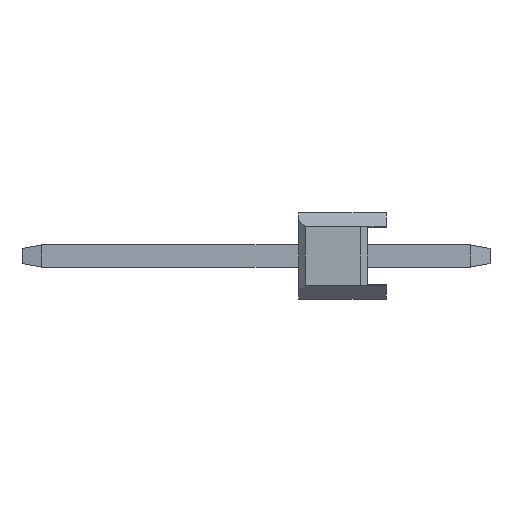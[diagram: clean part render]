
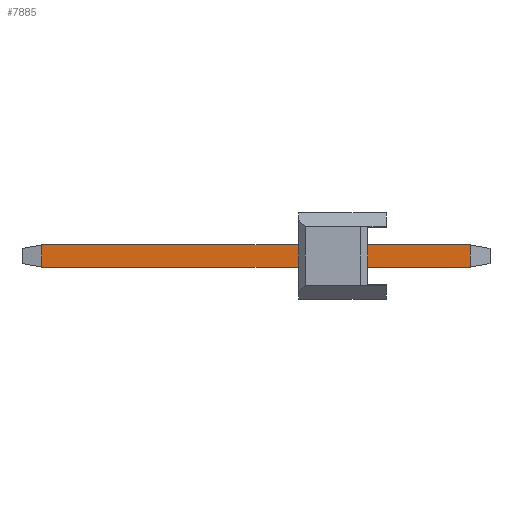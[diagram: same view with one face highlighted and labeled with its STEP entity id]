
A CAD part, left-side view. The second image highlights one B-rep face of the part: STEP entity #7885.
In plain terms, the highlighted planar face has unit normal (-1, 0, 0).
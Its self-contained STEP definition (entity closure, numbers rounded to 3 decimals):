
#155 = DIRECTION ( 'NONE',  ( 1., 0., 0. ) ) ;
#162 = DIRECTION ( 'NONE',  ( 0., 0., -1. ) ) ;
#696 = EDGE_CURVE ( 'NONE', #2402, #3635, #1086, .T. ) ;
#925 = LINE ( 'NONE', #7679, #4076 ) ;
#1086 = LINE ( 'NONE', #1356, #5691 ) ;
#1293 = DIRECTION ( 'NONE',  ( 0., 0., 1. ) ) ;
#1352 = ORIENTED_EDGE ( 'NONE', *, *, #2579, .F. ) ;
#1356 = CARTESIAN_POINT ( 'NONE',  ( -0.32, -2.433, 0.32 ) ) ;
#2008 = VECTOR ( 'NONE', #3449, 1000. ) ;
#2128 = EDGE_CURVE ( 'NONE', #3682, #2204, #925, .T. ) ;
#2195 = LINE ( 'NONE', #7809, #2008 ) ;
#2204 = VERTEX_POINT ( 'NONE', #5618 ) ;
#2317 = DIRECTION ( 'NONE',  ( 0., -1., 0. ) ) ;
#2319 = ORIENTED_EDGE ( 'NONE', *, *, #2128, .T. ) ;
#2402 = VERTEX_POINT ( 'NONE', #5779 ) ;
#2579 = EDGE_CURVE ( 'NONE', #3682, #3635, #2195, .T. ) ;
#2834 = EDGE_CURVE ( 'NONE', #2204, #2402, #3074, .T. ) ;
#3074 = LINE ( 'NONE', #4858, #4758 ) ;
#3322 = PLANE ( 'NONE',  #3613 ) ;
#3449 = DIRECTION ( 'NONE',  ( 0., -1., 0. ) ) ;
#3613 = AXIS2_PLACEMENT_3D ( 'NONE', #5713, #155, #4607 ) ;
#3635 = VERTEX_POINT ( 'NONE', #4570 ) ;
#3682 = VERTEX_POINT ( 'NONE', #4593 ) ;
#4076 = VECTOR ( 'NONE', #162, 1000. ) ;
#4202 = EDGE_LOOP ( 'NONE', ( #6144, #6041, #1352, #2319 ) ) ;
#4570 = CARTESIAN_POINT ( 'NONE',  ( -0.32, -2.433, 0.32 ) ) ;
#4593 = CARTESIAN_POINT ( 'NONE',  ( -0.32, 9.973, 0.32 ) ) ;
#4607 = DIRECTION ( 'NONE',  ( 0., 0., -1. ) ) ;
#4758 = VECTOR ( 'NONE', #2317, 1000. ) ;
#4858 = CARTESIAN_POINT ( 'NONE',  ( -0.32, 10.54, -0.32 ) ) ;
#5618 = CARTESIAN_POINT ( 'NONE',  ( -0.32, 9.973, -0.32 ) ) ;
#5691 = VECTOR ( 'NONE', #1293, 1000. ) ;
#5713 = CARTESIAN_POINT ( 'NONE',  ( -0.32, 10.54, 0.32 ) ) ;
#5779 = CARTESIAN_POINT ( 'NONE',  ( -0.32, -2.433, -0.32 ) ) ;
#6041 = ORIENTED_EDGE ( 'NONE', *, *, #696, .T. ) ;
#6144 = ORIENTED_EDGE ( 'NONE', *, *, #2834, .T. ) ;
#6875 = FACE_OUTER_BOUND ( 'NONE', #4202, .T. ) ;
#7679 = CARTESIAN_POINT ( 'NONE',  ( -0.32, 9.973, -0.32 ) ) ;
#7809 = CARTESIAN_POINT ( 'NONE',  ( -0.32, 10.54, 0.32 ) ) ;
#7885 = ADVANCED_FACE ( 'NONE', ( #6875 ), #3322, .F. ) ;
